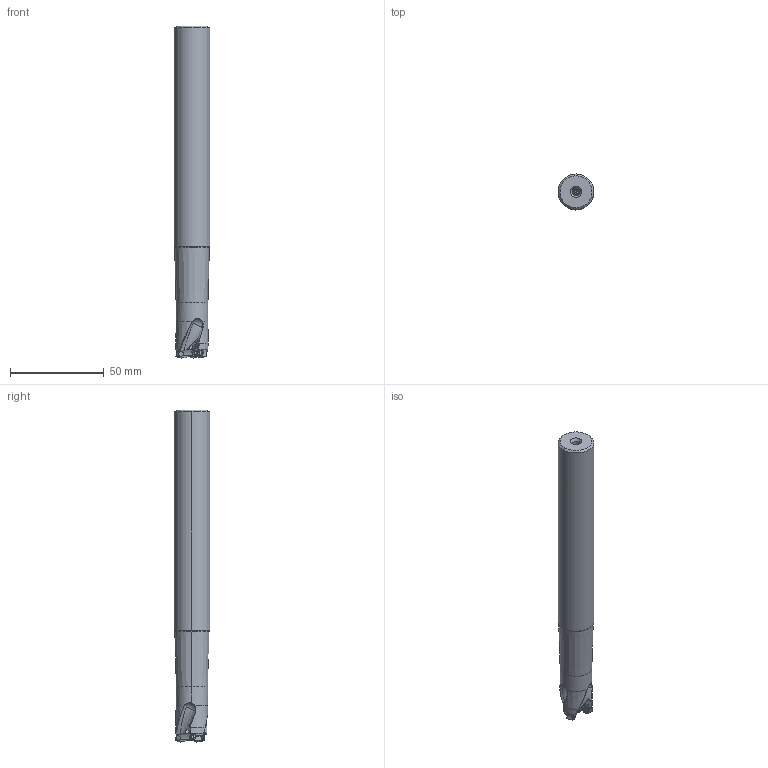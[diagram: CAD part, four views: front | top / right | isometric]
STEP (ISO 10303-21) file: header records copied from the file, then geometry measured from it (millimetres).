
FILE_DESCRIPTION(/* description */ (''),/* implementation_level */ '2;1');
FILE_NAME(/* name */ 'AJXU06R123SA12M.stp',/* time_stamp */ '2021-09-08T11:49:06+09:00',/* author */ (''),/* organization */ (''),/* preprocessor_version */ 'ST-DEVELOPER v16',/* originating_system */ 'SIEMENS PLM Software NX 10.0',/* authorisation */ '');
FILE_SCHEMA (('AUTOMOTIVE_DESIGN { 1 0 10303 214 3 1 1 1 }'));
Length unit declared in the file: millimetre
Products named in the file (1): AJXU06R123SA12M_ASM
Bounding box: 19.05 x 19.05 x 177.2 mm (x, y, z)
Volume: 44062.5 mm3; surface area: 13212.6 mm2
Topology: 4 solids, 4 shells, 323 faces, 968 edges, 658 vertices
Faces by surface type: cylinder 147, plane 74, cone 61, torus 23, bspline 9, sphere 9
Entity records: 15206 total; most frequent: CARTESIAN_POINT 6524, ORIENTED_EDGE 1894, DIRECTION 1684, EDGE_CURVE 947, AXIS2_PLACEMENT_3D 693, VERTEX_POINT 633, EDGE_LOOP 336, ADVANCED_FACE 323
